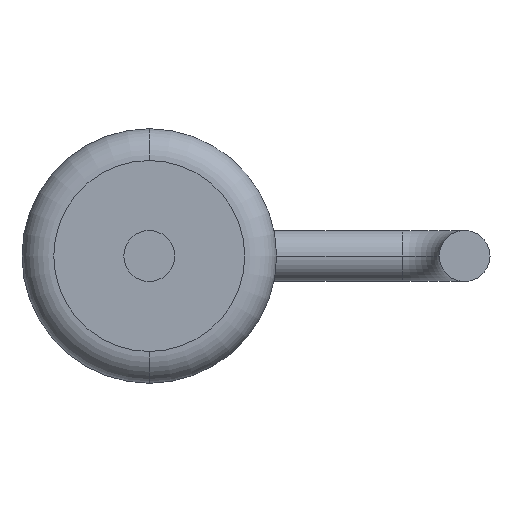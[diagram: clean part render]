
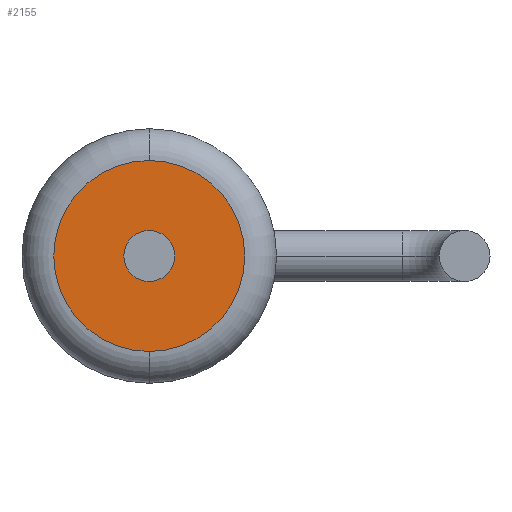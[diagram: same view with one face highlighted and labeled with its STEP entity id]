
A CAD part, front view. The second image highlights one B-rep face of the part: STEP entity #2155.
In plain terms, the highlighted planar face has unit normal (0, -1, 0).
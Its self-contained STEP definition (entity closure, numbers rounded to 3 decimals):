
#251 = VERTEX_POINT ( 'NONE', #1471 ) ;
#396 = EDGE_CURVE ( 'NONE', #1272, #251, #2187, .T. ) ;
#641 = EDGE_CURVE ( 'NONE', #1286, #2185, #864, .T. ) ;
#697 = CIRCLE ( 'NONE', #1462, 1.5 ) ;
#740 = DIRECTION ( 'NONE',  ( 0., 0., -1. ) ) ;
#806 = EDGE_CURVE ( 'NONE', #251, #1272, #697, .T. ) ;
#846 = DIRECTION ( 'NONE',  ( 0., -1., 0. ) ) ;
#864 = CIRCLE ( 'NONE', #1317, 0.4 ) ;
#917 = DIRECTION ( 'NONE',  ( 0., -1., 0. ) ) ;
#1007 = ORIENTED_EDGE ( 'NONE', *, *, #396, .F. ) ;
#1009 = CARTESIAN_POINT ( 'NONE',  ( 0., -5., 0. ) ) ;
#1124 = FACE_OUTER_BOUND ( 'NONE', #2040, .T. ) ;
#1142 = DIRECTION ( 'NONE',  ( 0., 0., -1. ) ) ;
#1218 = CARTESIAN_POINT ( 'NONE',  ( 0., -5., 0.4 ) ) ;
#1272 = VERTEX_POINT ( 'NONE', #1602 ) ;
#1286 = VERTEX_POINT ( 'NONE', #1218 ) ;
#1293 = AXIS2_PLACEMENT_3D ( 'NONE', #1009, #2239, #1349 ) ;
#1303 = CIRCLE ( 'NONE', #2270, 0.4 ) ;
#1308 = DIRECTION ( 'NONE',  ( 0., -1., 0. ) ) ;
#1317 = AXIS2_PLACEMENT_3D ( 'NONE', #1350, #846, #2075 ) ;
#1334 = EDGE_LOOP ( 'NONE', ( #1539, #2222 ) ) ;
#1342 = CARTESIAN_POINT ( 'NONE',  ( 0., -5., 0. ) ) ;
#1349 = DIRECTION ( 'NONE',  ( 0., 0., 1. ) ) ;
#1350 = CARTESIAN_POINT ( 'NONE',  ( 0., -5., 0. ) ) ;
#1391 = EDGE_CURVE ( 'NONE', #2185, #1286, #1303, .T. ) ;
#1462 = AXIS2_PLACEMENT_3D ( 'NONE', #1342, #1709, #1867 ) ;
#1471 = CARTESIAN_POINT ( 'NONE',  ( 0., -5., 1.5 ) ) ;
#1539 = ORIENTED_EDGE ( 'NONE', *, *, #641, .F. ) ;
#1576 = ORIENTED_EDGE ( 'NONE', *, *, #806, .F. ) ;
#1602 = CARTESIAN_POINT ( 'NONE',  ( 0., -5., -1.5 ) ) ;
#1709 = DIRECTION ( 'NONE',  ( 0., 1., 0. ) ) ;
#1853 = PLANE ( 'NONE',  #2012 ) ;
#1867 = DIRECTION ( 'NONE',  ( 0., 0., 1. ) ) ;
#1872 = CARTESIAN_POINT ( 'NONE',  ( -1.5, -5., 0. ) ) ;
#2012 = AXIS2_PLACEMENT_3D ( 'NONE', #1872, #1308, #1142 ) ;
#2040 = EDGE_LOOP ( 'NONE', ( #1576, #1007 ) ) ;
#2075 = DIRECTION ( 'NONE',  ( 0., 0., -1. ) ) ;
#2152 = CARTESIAN_POINT ( 'NONE',  ( 0., -5., 0. ) ) ;
#2155 = ADVANCED_FACE ( 'NONE', ( #2192, #1124 ), #1853, .T. ) ;
#2185 = VERTEX_POINT ( 'NONE', #2272 ) ;
#2187 = CIRCLE ( 'NONE', #1293, 1.5 ) ;
#2192 = FACE_BOUND ( 'NONE', #1334, .T. ) ;
#2222 = ORIENTED_EDGE ( 'NONE', *, *, #1391, .F. ) ;
#2239 = DIRECTION ( 'NONE',  ( 0., 1., 0. ) ) ;
#2270 = AXIS2_PLACEMENT_3D ( 'NONE', #2152, #917, #740 ) ;
#2272 = CARTESIAN_POINT ( 'NONE',  ( 0., -5., -0.4 ) ) ;
